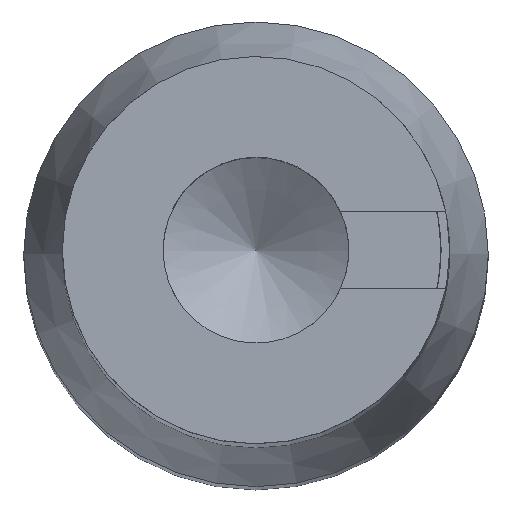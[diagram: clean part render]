
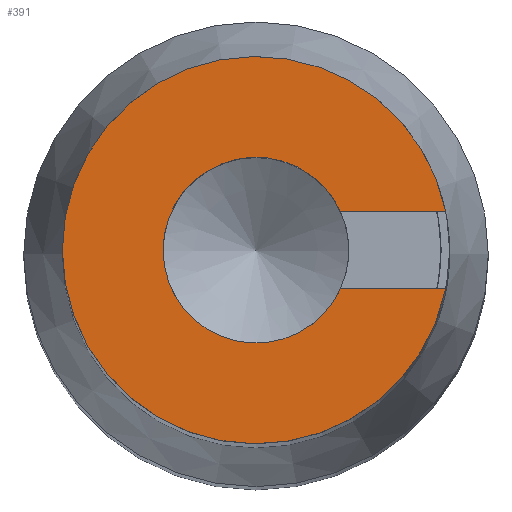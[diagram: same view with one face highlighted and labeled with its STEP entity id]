
A CAD part, top view. The second image highlights one B-rep face of the part: STEP entity #391.
In plain terms, the highlighted planar face has unit normal (0, 0, 1).
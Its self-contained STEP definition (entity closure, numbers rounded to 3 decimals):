
#35=CIRCLE('',#432,12.5);
#36=CIRCLE('',#433,6.);
#37=CIRCLE('',#434,6.);
#54=FACE_OUTER_BOUND('',#78,.T.);
#78=EDGE_LOOP('',(#279,#280,#281,#282,#283));
#104=LINE('',#596,#138);
#112=LINE('',#616,#146);
#138=VECTOR('',#474,10.);
#146=VECTOR('',#490,10.);
#172=VERTEX_POINT('',#593);
#173=VERTEX_POINT('',#595);
#180=VERTEX_POINT('',#613);
#181=VERTEX_POINT('',#615);
#182=VERTEX_POINT('',#620);
#209=EDGE_CURVE('',#173,#172,#104,.T.);
#219=EDGE_CURVE('',#181,#180,#112,.T.);
#221=EDGE_CURVE('',#172,#181,#35,.T.);
#222=EDGE_CURVE('',#180,#182,#36,.T.);
#223=EDGE_CURVE('',#182,#173,#37,.T.);
#279=ORIENTED_EDGE('',*,*,#209,.T.);
#280=ORIENTED_EDGE('',*,*,#221,.T.);
#281=ORIENTED_EDGE('',*,*,#219,.T.);
#282=ORIENTED_EDGE('',*,*,#222,.T.);
#283=ORIENTED_EDGE('',*,*,#223,.T.);
#378=PLANE('',#431);
#391=ADVANCED_FACE('',(#54),#378,.T.);
#431=AXIS2_PLACEMENT_3D('',#618,#492,#493);
#432=AXIS2_PLACEMENT_3D('',#619,#494,#495);
#433=AXIS2_PLACEMENT_3D('',#621,#496,#497);
#434=AXIS2_PLACEMENT_3D('',#622,#498,#499);
#474=DIRECTION('',(1.,0.,0.));
#490=DIRECTION('',(-1.,0.,0.));
#492=DIRECTION('center_axis',(0.,0.,1.));
#493=DIRECTION('ref_axis',(1.,0.,0.));
#494=DIRECTION('center_axis',(0.,0.,1.));
#495=DIRECTION('ref_axis',(1.,0.,0.));
#496=DIRECTION('center_axis',(0.,0.,-1.));
#497=DIRECTION('ref_axis',(1.,0.,0.));
#498=DIRECTION('center_axis',(0.,0.,-1.));
#499=DIRECTION('ref_axis',(1.,0.,0.));
#593=CARTESIAN_POINT('',(12.247,2.5,279.5));
#595=CARTESIAN_POINT('',(5.454,2.5,279.5));
#596=CARTESIAN_POINT('',(2.727,2.5,279.5));
#613=CARTESIAN_POINT('',(5.454,-2.5,279.5));
#615=CARTESIAN_POINT('',(12.247,-2.5,279.5));
#616=CARTESIAN_POINT('',(6.124,-2.5,279.5));
#618=CARTESIAN_POINT('Origin',(0.,0.,279.5));
#619=CARTESIAN_POINT('Origin',(0.,0.,279.5));
#620=CARTESIAN_POINT('',(-6.,0.,279.5));
#621=CARTESIAN_POINT('Origin',(0.,0.,279.5));
#622=CARTESIAN_POINT('Origin',(0.,0.,279.5));
